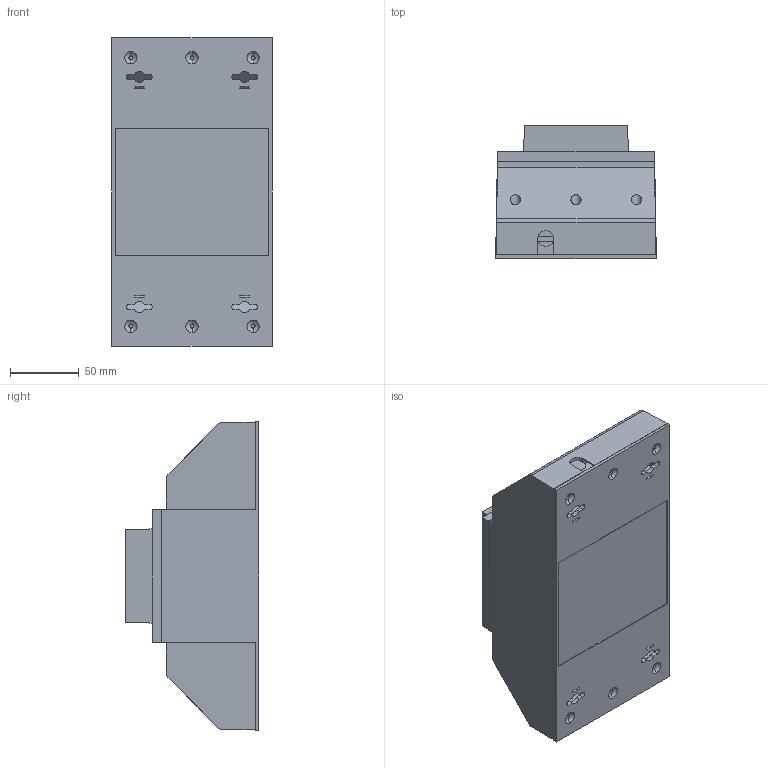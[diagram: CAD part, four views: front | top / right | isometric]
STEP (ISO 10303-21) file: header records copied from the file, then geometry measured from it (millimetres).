
FILE_DESCRIPTION (( 'STEP AP214' ), '1' );
FILE_NAME ('845708.STEP', '2024-02-05T14:23:27', ( '' ), ( '' ), 'SwSTEP 2.0', 'SolidWorks 2022', '' );
FILE_SCHEMA (( 'AUTOMOTIVE_DESIGN' ));
Length unit declared in the file: millimetre
Products named in the file (1): 845708
Bounding box: 116.7 x 97 x 223.9 mm (x, y, z)
Volume: 379978.7 mm3; surface area: 260574 mm2
Topology: 1 solids, 1 shells, 684 faces, 1937 edges, 1264 vertices
Faces by surface type: plane 453, cylinder 195, torus 24, sphere 12
Entity records: 22239 total; most frequent: CARTESIAN_POINT 4000, ORIENTED_EDGE 3874, DIRECTION 3805, EDGE_CURVE 1937, VECTOR 1363, LINE 1363, VERTEX_POINT 1264, AXIS2_PLACEMENT_3D 1221
